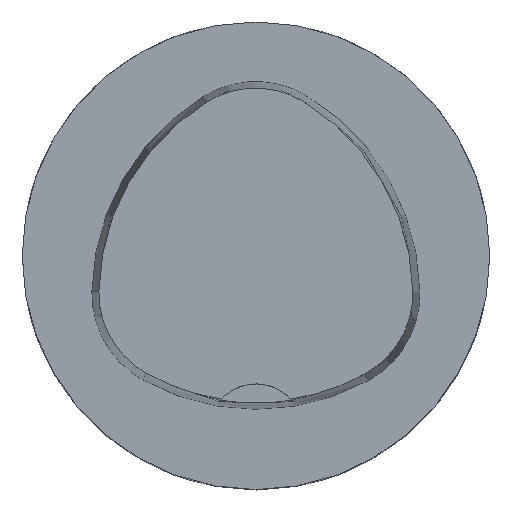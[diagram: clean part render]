
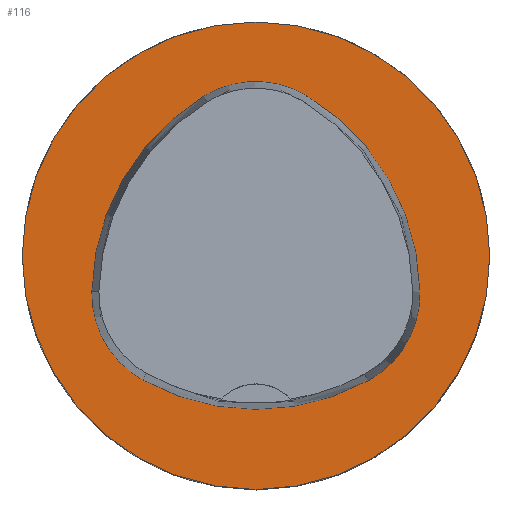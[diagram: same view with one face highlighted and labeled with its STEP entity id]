
A CAD part, top view. The second image highlights one B-rep face of the part: STEP entity #116.
In plain terms, the highlighted planar face has unit normal (0, 0, 1).
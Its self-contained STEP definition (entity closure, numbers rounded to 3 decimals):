
#40=PLANE('',#852);
#88=FACE_BOUND('',#209,.T.);
#89=FACE_BOUND('',#210,.T.);
#116=ADVANCED_FACE('',(#88,#89),#40,.T.);
#209=EDGE_LOOP('',(#466,#467,#468,#469,#470,#471));
#210=EDGE_LOOP('',(#472));
#466=ORIENTED_EDGE('',*,*,#672,.T.);
#467=ORIENTED_EDGE('',*,*,#652,.T.);
#468=ORIENTED_EDGE('',*,*,#656,.T.);
#469=ORIENTED_EDGE('',*,*,#659,.T.);
#470=ORIENTED_EDGE('',*,*,#662,.T.);
#471=ORIENTED_EDGE('',*,*,#670,.T.);
#472=ORIENTED_EDGE('',*,*,#605,.F.);
#533=VERTEX_POINT('',#1173);
#566=VERTEX_POINT('',#1269);
#567=VERTEX_POINT('',#1270);
#570=VERTEX_POINT('',#1278);
#572=VERTEX_POINT('',#1284);
#574=VERTEX_POINT('',#1290);
#581=VERTEX_POINT('',#1311);
#605=EDGE_CURVE('',#533,#533,#696,.T.);
#652=EDGE_CURVE('',#566,#567,#719,.T.);
#656=EDGE_CURVE('',#567,#570,#721,.T.);
#659=EDGE_CURVE('',#570,#572,#723,.T.);
#662=EDGE_CURVE('',#572,#574,#725,.T.);
#670=EDGE_CURVE('',#574,#581,#729,.T.);
#672=EDGE_CURVE('',#581,#566,#731,.T.);
#696=CIRCLE('',#783,20.);
#719=CIRCLE('',#830,20.);
#721=CIRCLE('',#833,8.5);
#723=CIRCLE('',#836,20.);
#725=CIRCLE('',#839,8.5);
#729=CIRCLE('',#844,20.);
#731=CIRCLE('',#847,8.5);
#783=AXIS2_PLACEMENT_3D('',#1172,#917,#918);
#830=AXIS2_PLACEMENT_3D('',#1268,#1027,#1028);
#833=AXIS2_PLACEMENT_3D('',#1277,#1035,#1036);
#836=AXIS2_PLACEMENT_3D('',#1283,#1042,#1043);
#839=AXIS2_PLACEMENT_3D('',#1289,#1049,#1050);
#844=AXIS2_PLACEMENT_3D('',#1312,#1061,#1062);
#847=AXIS2_PLACEMENT_3D('',#1315,#1067,#1068);
#852=AXIS2_PLACEMENT_3D('',#1320,#1077,#1078);
#917=DIRECTION('',(0.,0.,-1.));
#918=DIRECTION('',(-1.,0.,0.));
#1027=DIRECTION('',(0.,0.,-1.));
#1028=DIRECTION('',(-1.,0.,0.));
#1035=DIRECTION('',(0.,0.,-1.));
#1036=DIRECTION('',(-1.,0.,0.));
#1042=DIRECTION('',(0.,0.,-1.));
#1043=DIRECTION('',(-1.,0.,0.));
#1049=DIRECTION('',(0.,0.,-1.));
#1050=DIRECTION('',(-1.,0.,0.));
#1061=DIRECTION('',(0.,0.,-1.));
#1062=DIRECTION('',(-1.,0.,0.));
#1067=DIRECTION('',(0.,0.,-1.));
#1068=DIRECTION('',(-1.,0.,0.));
#1077=DIRECTION('',(0.,0.,1.));
#1078=DIRECTION('',(1.,0.,0.));
#1172=CARTESIAN_POINT('',(0.,0.,0.));
#1173=CARTESIAN_POINT('',(-20.,0.,0.));
#1268=CARTESIAN_POINT('',(5.955,-3.414,0.));
#1269=CARTESIAN_POINT('',(-14.041,-3.042,0.));
#1270=CARTESIAN_POINT('',(-4.472,13.653,0.));
#1277=CARTESIAN_POINT('',(-0.04,6.4,0.));
#1278=CARTESIAN_POINT('',(4.347,13.68,0.));
#1283=CARTESIAN_POINT('',(-5.976,-3.45,0.));
#1284=CARTESIAN_POINT('',(14.021,-3.075,0.));
#1289=CARTESIAN_POINT('',(5.522,-3.235,0.));
#1290=CARTESIAN_POINT('',(9.588,-10.699,0.));
#1311=CARTESIAN_POINT('',(-9.655,-10.639,0.));
#1312=CARTESIAN_POINT('',(0.022,6.864,0.));
#1315=CARTESIAN_POINT('',(-5.543,-3.2,0.));
#1320=CARTESIAN_POINT('',(0.,0.,0.));
